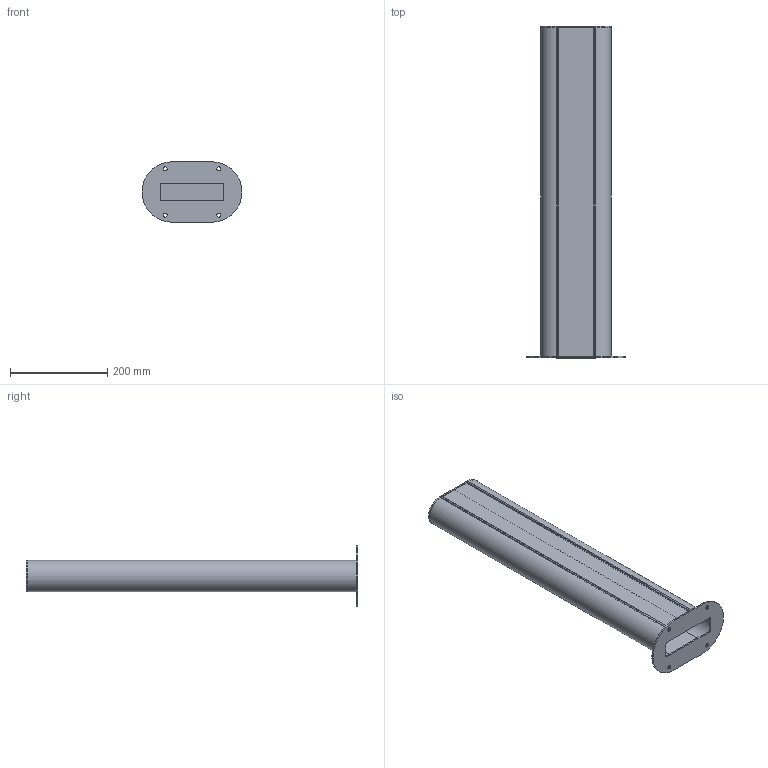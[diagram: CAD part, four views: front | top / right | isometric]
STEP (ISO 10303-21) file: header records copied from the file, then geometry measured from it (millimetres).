
FILE_DESCRIPTION (( 'STEP AP214' ), '1' );
FILE_NAME ('6289098.stp', '2016-06-30T07:27:50', ( '' ), ( '' ), 'SwSTEP 2.0', 'SolidWorks 2014', '' );
FILE_SCHEMA (( 'AUTOMOTIVE_DESIGN' ));
Length unit declared in the file: millimetre
Products named in the file (10): 074245_Standard; 074245T1_Standard; 030909_L=780; 031301_Standard; 026360_L=780; 074001_L=675; 000255_Standard; 000255T1_Standard; 6289098
Assembly tree (8 placements, depth 3):
  031301_Standard
  6289098
    000255_Standard
      000255T1_Standard
    074001_L=675
    030909_L=780
      026360_L=780
      031301_Standard
    074245_Standard
      074245T1_Standard
Bounding box: 205 x 681 x 124 mm (x, y, z)
Volume: 551878.9 mm3; surface area: 615001 mm2
Topology: 5 solids, 5 shells, 189 faces, 493 edges, 314 vertices
Faces by surface type: plane 115, cylinder 70, bspline 4
Entity records: 6447 total; most frequent: CARTESIAN_POINT 1138, DIRECTION 1015, ORIENTED_EDGE 986, EDGE_CURVE 493, AXIS2_PLACEMENT_3D 339, LINE 337, VECTOR 337, VERTEX_POINT 314
